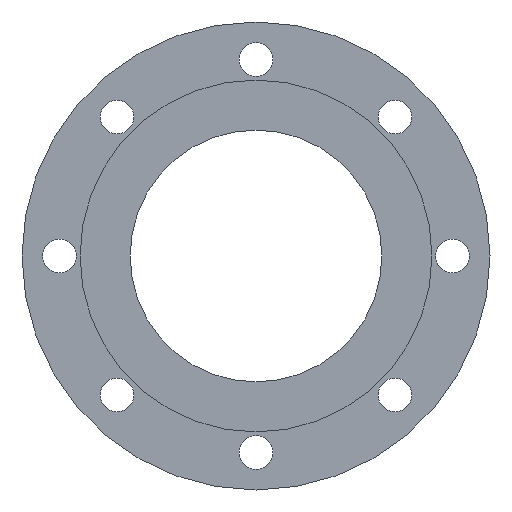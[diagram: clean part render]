
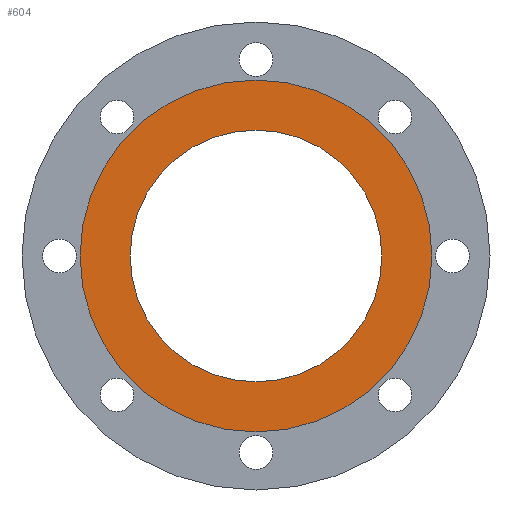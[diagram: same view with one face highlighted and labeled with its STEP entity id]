
A CAD part, front view. The second image highlights one B-rep face of the part: STEP entity #604.
In plain terms, the highlighted planar face has unit normal (0, -1, 0).
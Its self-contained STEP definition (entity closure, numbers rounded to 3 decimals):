
#31 = VERTEX_POINT ( 'NONE', #517 ) ;
#50 = CARTESIAN_POINT ( 'NONE',  ( 0., 0., 0. ) ) ;
#51 = CIRCLE ( 'NONE', #800, 94. ) ;
#55 = DIRECTION ( 'NONE',  ( 0., 1., 0. ) ) ;
#103 = ORIENTED_EDGE ( 'NONE', *, *, #554, .F. ) ;
#155 = ORIENTED_EDGE ( 'NONE', *, *, #758, .T. ) ;
#177 = DIRECTION ( 'NONE',  ( 0., -1., 0. ) ) ;
#186 = CIRCLE ( 'NONE', #988, 94. ) ;
#207 = AXIS2_PLACEMENT_3D ( 'NONE', #698, #177, #1054 ) ;
#257 = ORIENTED_EDGE ( 'NONE', *, *, #381, .F. ) ;
#294 = EDGE_LOOP ( 'NONE', ( #592, #155 ) ) ;
#304 = CARTESIAN_POINT ( 'NONE',  ( 0., 0., -67.25 ) ) ;
#342 = FACE_OUTER_BOUND ( 'NONE', #1044, .T. ) ;
#345 = DIRECTION ( 'NONE',  ( 0., 0., 1. ) ) ;
#381 = EDGE_CURVE ( 'NONE', #31, #1138, #51, .T. ) ;
#409 = AXIS2_PLACEMENT_3D ( 'NONE', #50, #844, #1110 ) ;
#410 = CARTESIAN_POINT ( 'NONE',  ( 0., 0., 0. ) ) ;
#412 = DIRECTION ( 'NONE',  ( 0., 0., 1. ) ) ;
#500 = DIRECTION ( 'NONE',  ( 0., 0., 1. ) ) ;
#517 = CARTESIAN_POINT ( 'NONE',  ( 0., 0., 94. ) ) ;
#554 = EDGE_CURVE ( 'NONE', #1138, #31, #186, .T. ) ;
#566 = VERTEX_POINT ( 'NONE', #638 ) ;
#592 = ORIENTED_EDGE ( 'NONE', *, *, #684, .T. ) ;
#604 = ADVANCED_FACE ( 'NONE', ( #702, #342 ), #625, .T. ) ;
#620 = DIRECTION ( 'NONE',  ( 0., 1., 0. ) ) ;
#625 = PLANE ( 'NONE',  #207 ) ;
#638 = CARTESIAN_POINT ( 'NONE',  ( 0., 0., 67.25 ) ) ;
#678 = CARTESIAN_POINT ( 'NONE',  ( 0., 0., -94. ) ) ;
#684 = EDGE_CURVE ( 'NONE', #566, #1114, #891, .T. ) ;
#698 = CARTESIAN_POINT ( 'NONE',  ( 0., 0., 67.25 ) ) ;
#702 = FACE_BOUND ( 'NONE', #294, .T. ) ;
#758 = EDGE_CURVE ( 'NONE', #1114, #566, #1101, .T. ) ;
#795 = CARTESIAN_POINT ( 'NONE',  ( 0., 0., 0. ) ) ;
#800 = AXIS2_PLACEMENT_3D ( 'NONE', #1124, #55, #412 ) ;
#824 = AXIS2_PLACEMENT_3D ( 'NONE', #410, #1037, #500 ) ;
#844 = DIRECTION ( 'NONE',  ( 0., 1., 0. ) ) ;
#891 = CIRCLE ( 'NONE', #824, 67.25 ) ;
#988 = AXIS2_PLACEMENT_3D ( 'NONE', #795, #620, #345 ) ;
#1037 = DIRECTION ( 'NONE',  ( 0., 1., 0. ) ) ;
#1044 = EDGE_LOOP ( 'NONE', ( #257, #103 ) ) ;
#1054 = DIRECTION ( 'NONE',  ( 0., 0., -1. ) ) ;
#1101 = CIRCLE ( 'NONE', #409, 67.25 ) ;
#1110 = DIRECTION ( 'NONE',  ( 0., 0., 1. ) ) ;
#1114 = VERTEX_POINT ( 'NONE', #304 ) ;
#1124 = CARTESIAN_POINT ( 'NONE',  ( 0., 0., 0. ) ) ;
#1138 = VERTEX_POINT ( 'NONE', #678 ) ;
